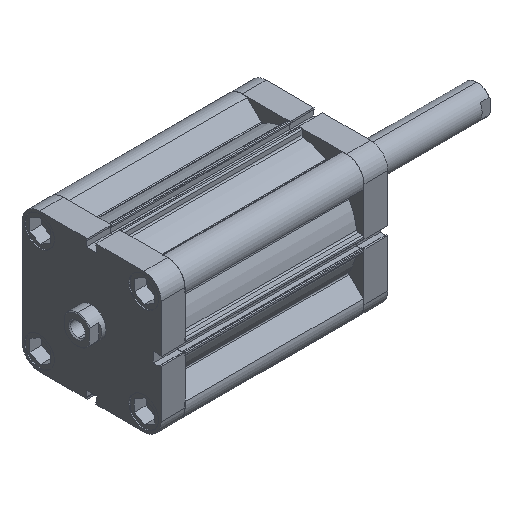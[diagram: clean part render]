
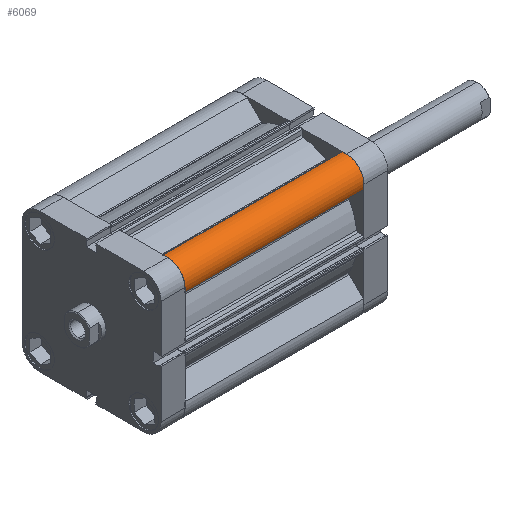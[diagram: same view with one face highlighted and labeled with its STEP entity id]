
A CAD part, isometric view. The second image highlights one B-rep face of the part: STEP entity #6069.
In plain terms, the highlighted cylindrical face has radius 12 mm (diameter 24 mm), a partial arc.
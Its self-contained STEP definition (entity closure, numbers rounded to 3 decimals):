
#407 = EDGE_LOOP ( 'NONE', ( #7224, #7223, #7222, #7221 ) ) ;
#808 = VERTEX_POINT ( 'NONE', #1570 ) ;
#825 = VERTEX_POINT ( 'NONE', #1587 ) ;
#876 = VERTEX_POINT ( 'NONE', #1638 ) ;
#894 = VERTEX_POINT ( 'NONE', #1656 ) ;
#1570 = CARTESIAN_POINT ( 'NONE',  ( 32.683, -47.533, 123.5 ) ) ;
#1587 = CARTESIAN_POINT ( 'NONE',  ( 47.533, -32.683, 123.5 ) ) ;
#1638 = CARTESIAN_POINT ( 'NONE',  ( 47.533, -32.683, 0. ) ) ;
#1656 = CARTESIAN_POINT ( 'NONE',  ( 32.683, -47.533, 0. ) ) ;
#2594 = CYLINDRICAL_SURFACE ( 'NONE', #6982, 12. ) ;
#2595 = FACE_OUTER_BOUND ( 'NONE', #407, .T. ) ;
#3016 = LINE ( 'NONE', #4498, #3017 ) ;
#3017 = VECTOR ( 'NONE', #4499, 1000. ) ;
#3025 = LINE ( 'NONE', #4510, #3030 ) ;
#3030 = VECTOR ( 'NONE', #4514, 1000. ) ;
#3108 = CIRCLE ( 'NONE', #7039, 12. ) ;
#3275 = CIRCLE ( 'NONE', #7090, 12. ) ;
#4014 = DIRECTION ( 'NONE',  ( 0., 0., -1. ) ) ;
#4017 = DIRECTION ( 'NONE',  ( -1., 0., 0. ) ) ;
#4022 = CARTESIAN_POINT ( 'NONE',  ( 36., -36., 123.5 ) ) ;
#4498 = CARTESIAN_POINT ( 'NONE',  ( 32.683, -47.533, 123.5 ) ) ;
#4499 = DIRECTION ( 'NONE',  ( 0., 0., -1. ) ) ;
#4510 = CARTESIAN_POINT ( 'NONE',  ( 47.533, -32.683, 123.5 ) ) ;
#4514 = DIRECTION ( 'NONE',  ( 0., 0., -1. ) ) ;
#4618 = CARTESIAN_POINT ( 'NONE',  ( 36., -36., 0. ) ) ;
#4629 = DIRECTION ( 'NONE',  ( 0., 0., 1. ) ) ;
#4630 = DIRECTION ( 'NONE',  ( -1., 0., 0. ) ) ;
#4887 = CARTESIAN_POINT ( 'NONE',  ( 36., -36., 123.5 ) ) ;
#4898 = DIRECTION ( 'NONE',  ( 0., 0., 1. ) ) ;
#4899 = DIRECTION ( 'NONE',  ( -1., 0., 0. ) ) ;
#6069 = ADVANCED_FACE ( 'NONE', ( #2595 ), #2594, .T. ) ;
#6288 = EDGE_CURVE ( 'NONE', #808, #894, #3016, .T. ) ;
#6295 = EDGE_CURVE ( 'NONE', #825, #876, #3025, .T. ) ;
#6343 = EDGE_CURVE ( 'NONE', #894, #876, #3108, .T. ) ;
#6452 = EDGE_CURVE ( 'NONE', #808, #825, #3275, .T. ) ;
#6982 = AXIS2_PLACEMENT_3D ( 'NONE', #4022, #4014, #4017 ) ;
#7039 = AXIS2_PLACEMENT_3D ( 'NONE', #4618, #4629, #4630 ) ;
#7090 = AXIS2_PLACEMENT_3D ( 'NONE', #4887, #4898, #4899 ) ;
#7221 = ORIENTED_EDGE ( 'NONE', *, *, #6288, .T. ) ;
#7222 = ORIENTED_EDGE ( 'NONE', *, *, #6452, .F. ) ;
#7223 = ORIENTED_EDGE ( 'NONE', *, *, #6295, .F. ) ;
#7224 = ORIENTED_EDGE ( 'NONE', *, *, #6343, .T. ) ;
